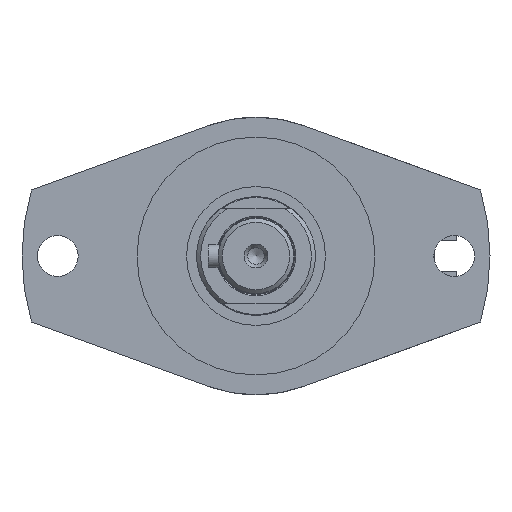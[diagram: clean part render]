
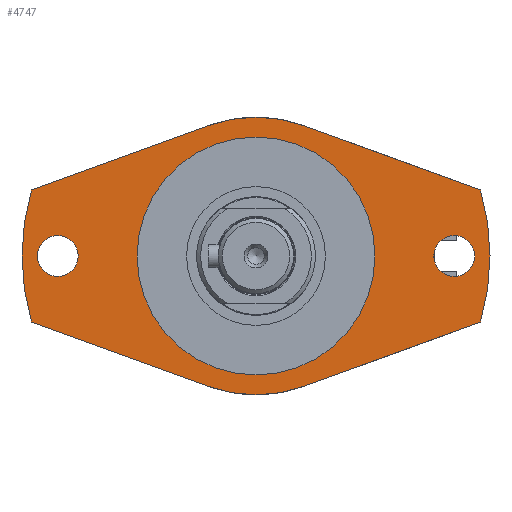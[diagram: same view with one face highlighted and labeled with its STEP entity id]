
A CAD part, left-side view. The second image highlights one B-rep face of the part: STEP entity #4747.
In plain terms, the highlighted planar face has unit normal (-1, 0, 0).
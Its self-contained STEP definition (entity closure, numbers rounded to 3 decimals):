
#456=FACE_BOUND('',#922,.T.);
#457=FACE_BOUND('',#923,.T.);
#458=FACE_BOUND('',#924,.T.);
#648=FACE_OUTER_BOUND('',#921,.T.);
#921=EDGE_LOOP('',(#3981,#3982,#3983,#3984,#3985,#3986,#3987,#3988));
#922=EDGE_LOOP('',(#3989));
#923=EDGE_LOOP('',(#3990));
#924=EDGE_LOOP('',(#3991,#3992));
#1165=CIRCLE('',#5155,59.);
#1166=CIRCLE('',#5157,30.);
#1167=CIRCLE('',#5158,30.);
#1171=CIRCLE('',#5164,59.);
#1172=CIRCLE('',#5166,35.);
#1173=CIRCLE('',#5167,35.);
#1174=CIRCLE('',#5168,5.15);
#1175=CIRCLE('',#5169,5.15);
#1533=LINE('',#7845,#1893);
#1534=LINE('',#7848,#1894);
#1535=LINE('',#7850,#1895);
#1536=LINE('',#7853,#1896);
#1893=VECTOR('',#6241,10.);
#1894=VECTOR('',#6244,10.);
#1895=VECTOR('',#6245,10.);
#1896=VECTOR('',#6248,10.);
#2288=VERTEX_POINT('',#7818);
#2289=VERTEX_POINT('',#7820);
#2290=VERTEX_POINT('',#7824);
#2291=VERTEX_POINT('',#7825);
#2294=VERTEX_POINT('',#7835);
#2297=VERTEX_POINT('',#7840);
#2298=VERTEX_POINT('',#7844);
#2299=VERTEX_POINT('',#7846);
#2300=VERTEX_POINT('',#7849);
#2301=VERTEX_POINT('',#7851);
#2302=VERTEX_POINT('',#7854);
#2303=VERTEX_POINT('',#7856);
#2886=EDGE_CURVE('',#2288,#2289,#1165,.T.);
#2888=EDGE_CURVE('',#2290,#2291,#1166,.T.);
#2889=EDGE_CURVE('',#2291,#2290,#1167,.T.);
#2896=EDGE_CURVE('',#2297,#2294,#1171,.T.);
#2897=EDGE_CURVE('',#2288,#2298,#1533,.T.);
#2898=EDGE_CURVE('',#2298,#2299,#1172,.T.);
#2899=EDGE_CURVE('',#2299,#2294,#1534,.T.);
#2900=EDGE_CURVE('',#2297,#2300,#1535,.T.);
#2901=EDGE_CURVE('',#2300,#2301,#1173,.T.);
#2902=EDGE_CURVE('',#2301,#2289,#1536,.T.);
#2903=EDGE_CURVE('',#2302,#2302,#1174,.T.);
#2904=EDGE_CURVE('',#2303,#2303,#1175,.T.);
#3981=ORIENTED_EDGE('',*,*,#2897,.T.);
#3982=ORIENTED_EDGE('',*,*,#2898,.T.);
#3983=ORIENTED_EDGE('',*,*,#2899,.T.);
#3984=ORIENTED_EDGE('',*,*,#2896,.F.);
#3985=ORIENTED_EDGE('',*,*,#2900,.T.);
#3986=ORIENTED_EDGE('',*,*,#2901,.T.);
#3987=ORIENTED_EDGE('',*,*,#2902,.T.);
#3988=ORIENTED_EDGE('',*,*,#2886,.F.);
#3989=ORIENTED_EDGE('',*,*,#2903,.T.);
#3990=ORIENTED_EDGE('',*,*,#2904,.T.);
#3991=ORIENTED_EDGE('',*,*,#2888,.T.);
#3992=ORIENTED_EDGE('',*,*,#2889,.T.);
#4534=PLANE('',#5165);
#4747=ADVANCED_FACE('',(#648,#456,#457,#458),#4534,.T.);
#5155=AXIS2_PLACEMENT_3D('',#7821,#6215,#6216);
#5157=AXIS2_PLACEMENT_3D('',#7826,#6220,#6221);
#5158=AXIS2_PLACEMENT_3D('',#7827,#6222,#6223);
#5164=AXIS2_PLACEMENT_3D('',#7842,#6237,#6238);
#5165=AXIS2_PLACEMENT_3D('',#7843,#6239,#6240);
#5166=AXIS2_PLACEMENT_3D('',#7847,#6242,#6243);
#5167=AXIS2_PLACEMENT_3D('',#7852,#6246,#6247);
#5168=AXIS2_PLACEMENT_3D('',#7855,#6249,#6250);
#5169=AXIS2_PLACEMENT_3D('',#7857,#6251,#6252);
#6215=DIRECTION('center_axis',(1.,0.,0.));
#6216=DIRECTION('ref_axis',(0.,1.,0.));
#6220=DIRECTION('center_axis',(1.,0.,0.));
#6221=DIRECTION('ref_axis',(0.,1.,0.));
#6222=DIRECTION('center_axis',(1.,0.,0.));
#6223=DIRECTION('ref_axis',(0.,1.,0.));
#6237=DIRECTION('center_axis',(1.,0.,0.));
#6238=DIRECTION('ref_axis',(0.,1.,0.));
#6239=DIRECTION('center_axis',(-1.,0.,0.));
#6240=DIRECTION('ref_axis',(0.,0.,
1.));
#6241=DIRECTION('',(0.,-0.94,-0.342));
#6242=DIRECTION('center_axis',(-1.,0.,0.));
#6243=DIRECTION('ref_axis',(0.,-0.342,0.94));
#6244=DIRECTION('',(0.,-0.94,0.342));
#6245=DIRECTION('',(0.,0.94,0.342));
#6246=DIRECTION('center_axis',(-1.,0.,0.));
#6247=DIRECTION('ref_axis',(0.,0.342,-0.94));
#6248=DIRECTION('',(0.,0.94,-0.342));
#6249=DIRECTION('center_axis',(1.,0.,0.));
#6250=DIRECTION('ref_axis',(0.,0.,
-1.));
#6251=DIRECTION('center_axis',(1.,0.,0.));
#6252=DIRECTION('ref_axis',(0.,0.,
-1.));
#7818=CARTESIAN_POINT('',(-165.5,56.604,-16.644));
#7820=CARTESIAN_POINT('',(-165.5,56.604,16.644));
#7821=CARTESIAN_POINT('Origin',(-165.5,0.,0.));
#7824=CARTESIAN_POINT('',(-165.5,30.,0.));
#7825=CARTESIAN_POINT('',(-165.5,-30.,0.));
#7826=CARTESIAN_POINT('Origin',(-165.5,0.,0.));
#7827=CARTESIAN_POINT('Origin',(-165.5,0.,0.));
#7835=CARTESIAN_POINT('',(-165.5,-56.604,-16.644));
#7840=CARTESIAN_POINT('',(-165.5,-56.604,16.644));
#7842=CARTESIAN_POINT('Origin',(-165.5,0.,0.));
#7843=CARTESIAN_POINT('Origin',(-165.5,44.5,0.));
#7844=CARTESIAN_POINT('',(-165.5,11.971,-32.889));
#7845=CARTESIAN_POINT('',(-165.5,76.799,-9.294));
#7846=CARTESIAN_POINT('',(-165.5,-11.971,-32.889));
#7847=CARTESIAN_POINT('Origin',(-165.5,0.,0.));
#7848=CARTESIAN_POINT('',(-165.5,7.677,-40.04));
#7849=CARTESIAN_POINT('',(-165.5,-11.971,32.889));
#7850=CARTESIAN_POINT('',(-165.5,-37.505,23.596));
#7851=CARTESIAN_POINT('',(-165.5,11.971,32.889));
#7852=CARTESIAN_POINT('Origin',(-165.5,0.,0.));
#7853=CARTESIAN_POINT('',(-165.5,31.618,25.738));
#7854=CARTESIAN_POINT('',(-165.5,-50.,5.15));
#7855=CARTESIAN_POINT('Origin',(-165.5,-50.,0.));
#7856=CARTESIAN_POINT('',(-165.5,50.,5.15));
#7857=CARTESIAN_POINT('Origin',(-165.5,50.,0.));
